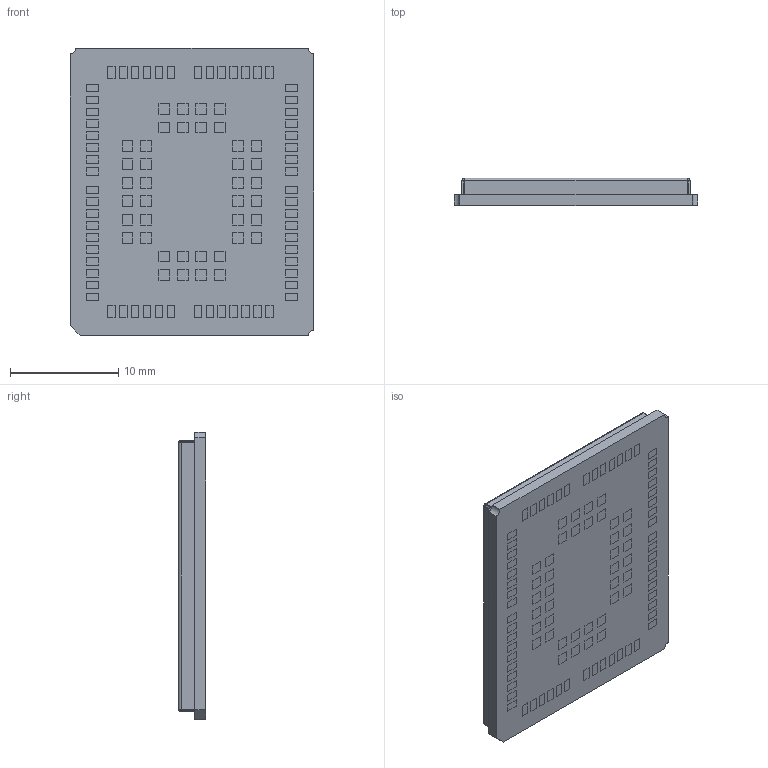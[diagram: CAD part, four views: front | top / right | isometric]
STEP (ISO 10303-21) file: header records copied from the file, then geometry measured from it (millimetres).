
FILE_DESCRIPTION (( 'STEP AP214' ), '1' );
FILE_NAME ('BG96MA-128-SGN.STEP', '2020-09-02T06:04:34', ( '' ), ( '' ), 'SwSTEP 2.0', 'SolidWorks 2017', '' );
FILE_SCHEMA (( 'AUTOMOTIVE_DESIGN' ));
Length unit declared in the file: millimetre
Products named in the file (1): BG96MA-128-SGN
Bounding box: 22.5 x 2.5 x 26.5 mm (x, y, z)
Volume: 691.6 mm3; surface area: 2848.1 mm2
Topology: 105 solids, 105 shells, 1169 faces, 2552 edges, 1696 vertices
Faces by surface type: plane 1154, cylinder 15
Entity records: 32238 total; most frequent: CARTESIAN_POINT 5418, ORIENTED_EDGE 5104, DIRECTION 4922, EDGE_CURVE 2552, LINE 2522, VECTOR 2522, VERTEX_POINT 1696, EDGE_LOOP 1272
